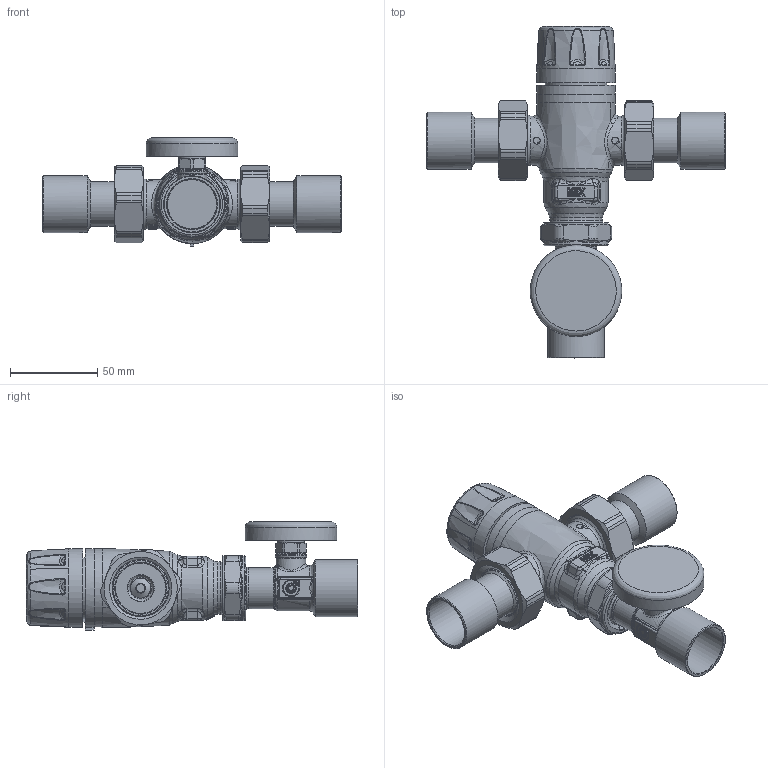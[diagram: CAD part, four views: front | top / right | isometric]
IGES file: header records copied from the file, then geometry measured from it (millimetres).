
Global section: file name: 521619AC_Simplify_1; native system: Autodesk Inventor 2025; preprocessor: unknown; author: ischreiner; date: 20250731.123514; units: inch
Bounding box: 171 x 189.85 x 61.89 mm (x, y, z)
Volume: 298550.7 mm3; surface area: 79238 mm2
Topology: 8 solids, 8 shells, 2325 faces, 5749 edges, 3355 vertices
Faces by surface type: bspline 2325
